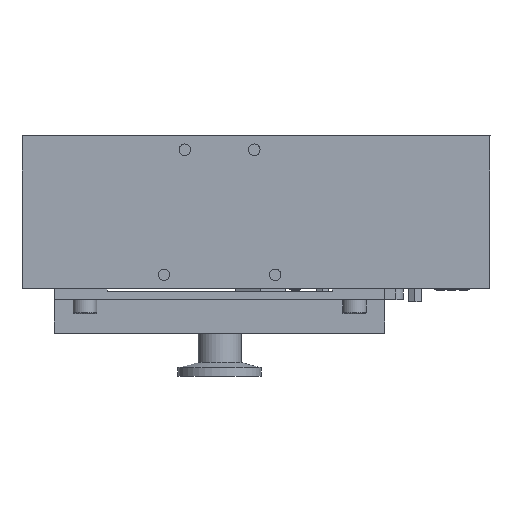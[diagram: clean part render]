
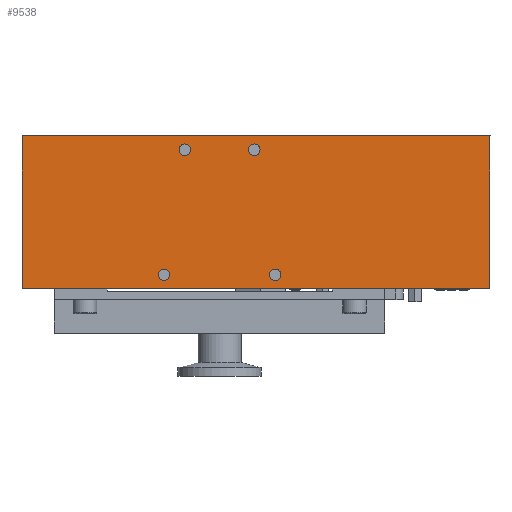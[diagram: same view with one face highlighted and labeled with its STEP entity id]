
A CAD part, left-side view. The second image highlights one B-rep face of the part: STEP entity #9538.
In plain terms, the highlighted planar face has unit normal (-1, 0, 0).
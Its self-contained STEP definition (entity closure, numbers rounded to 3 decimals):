
#9345=CARTESIAN_POINT('',(-38.761,116.283,27.5));
#9346=VERTEX_POINT('',#9345);
#9354=CARTESIAN_POINT('',(-38.761,116.283,-27.5));
#9355=VERTEX_POINT('',#9354);
#9362=CARTESIAN_POINT('',(-38.761,116.283,-27.5));
#9363=DIRECTION('',(0.0,0.0,1.0));
#9364=VECTOR('',#9363,55.0);
#9365=LINE('',#9362,#9364);
#9366=EDGE_CURVE('',#9355,#9346,#9365,.T.);
#9399=CARTESIAN_POINT('',(-38.761,-52.117,27.5));
#9400=VERTEX_POINT('',#9399);
#9401=CARTESIAN_POINT('',(-38.761,116.283,27.5));
#9402=DIRECTION('',(0.,-1.0,0.));
#9403=VECTOR('',#9402,168.4);
#9404=LINE('',#9401,#9403);
#9405=EDGE_CURVE('',#9346,#9400,#9404,.T.);
#9471=CARTESIAN_POINT('',(-38.761,-45.117,0.0));
#9472=DIRECTION('',(-1.0,0.0,0.0));
#9473=DIRECTION('',(0.0,0.0,1.0));
#9474=AXIS2_PLACEMENT_3D('',#9471,#9472,#9473);
#9475=PLANE('',#9474);
#9476=ORIENTED_EDGE('',*,*,#9405,.F.);
#9477=ORIENTED_EDGE('',*,*,#9366,.F.);
#9478=CARTESIAN_POINT('',(-38.761,-52.117,-27.5));
#9479=VERTEX_POINT('',#9478);
#9480=CARTESIAN_POINT('',(-38.761,116.283,-27.5));
#9481=DIRECTION('',(0.,-1.0,0.));
#9482=VECTOR('',#9481,168.4);
#9483=LINE('',#9480,#9482);
#9484=EDGE_CURVE('',#9355,#9479,#9483,.T.);
#9485=ORIENTED_EDGE('',*,*,#9484,.T.);
#9486=CARTESIAN_POINT('',(-38.761,-52.117,27.5));
#9487=DIRECTION('',(0.,0.0,-1.0));
#9488=VECTOR('',#9487,55.0);
#9489=LINE('',#9486,#9488);
#9490=EDGE_CURVE('',#9400,#9479,#9489,.T.);
#9491=ORIENTED_EDGE('',*,*,#9490,.F.);
#9492=EDGE_LOOP('',(#9476,#9477,#9485,#9491));
#9493=FACE_OUTER_BOUND('',#9492,.T.);
#9494=CARTESIAN_POINT('',(-38.761,32.683,20.433));
#9495=VERTEX_POINT('',#9494);
#9496=CARTESIAN_POINT('',(-38.761,32.683,22.5));
#9497=DIRECTION('',(1.0,0.0,0.0));
#9498=DIRECTION('',(0.0,0.0,-1.0));
#9499=AXIS2_PLACEMENT_3D('',#9496,#9497,#9498);
#9500=CIRCLE('',#9499,2.067);
#9501=EDGE_CURVE('',#9495,#9495,#9500,.T.);
#9502=ORIENTED_EDGE('',*,*,#9501,.T.);
#9503=EDGE_LOOP('',(#9502));
#9504=FACE_BOUND('',#9503,.T.);
#9505=CARTESIAN_POINT('',(-38.761,25.183,-24.567));
#9506=VERTEX_POINT('',#9505);
#9507=CARTESIAN_POINT('',(-38.761,25.183,-22.5));
#9508=DIRECTION('',(1.0,0.0,0.0));
#9509=DIRECTION('',(0.0,0.0,-1.0));
#9510=AXIS2_PLACEMENT_3D('',#9507,#9508,#9509);
#9511=CIRCLE('',#9510,2.067);
#9512=EDGE_CURVE('',#9506,#9506,#9511,.T.);
#9513=ORIENTED_EDGE('',*,*,#9512,.T.);
#9514=EDGE_LOOP('',(#9513));
#9515=FACE_BOUND('',#9514,.T.);
#9516=CARTESIAN_POINT('',(-38.761,65.183,-24.567));
#9517=VERTEX_POINT('',#9516);
#9518=CARTESIAN_POINT('',(-38.761,65.183,-22.5));
#9519=DIRECTION('',(1.0,0.0,0.0));
#9520=DIRECTION('',(0.0,0.0,-1.0));
#9521=AXIS2_PLACEMENT_3D('',#9518,#9519,#9520);
#9522=CIRCLE('',#9521,2.067);
#9523=EDGE_CURVE('',#9517,#9517,#9522,.T.);
#9524=ORIENTED_EDGE('',*,*,#9523,.T.);
#9525=EDGE_LOOP('',(#9524));
#9526=FACE_BOUND('',#9525,.T.);
#9527=CARTESIAN_POINT('',(-38.761,57.683,20.433));
#9528=VERTEX_POINT('',#9527);
#9529=CARTESIAN_POINT('',(-38.761,57.683,22.5));
#9530=DIRECTION('',(1.0,0.0,0.0));
#9531=DIRECTION('',(0.0,0.0,-1.0));
#9532=AXIS2_PLACEMENT_3D('',#9529,#9530,#9531);
#9533=CIRCLE('',#9532,2.067);
#9534=EDGE_CURVE('',#9528,#9528,#9533,.T.);
#9535=ORIENTED_EDGE('',*,*,#9534,.T.);
#9536=EDGE_LOOP('',(#9535));
#9537=FACE_BOUND('',#9536,.T.);
#9538=ADVANCED_FACE('',(#9493,#9504,#9515,#9526,#9537),#9475,.T.);
